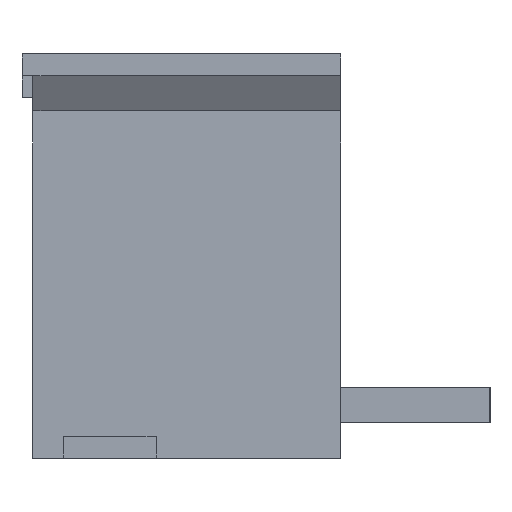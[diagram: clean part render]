
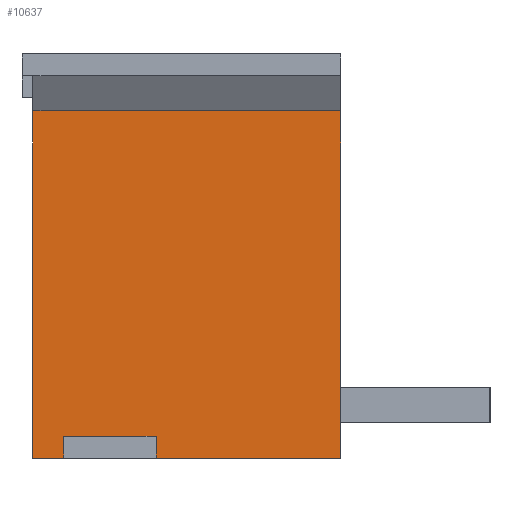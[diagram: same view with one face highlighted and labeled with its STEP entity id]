
A CAD part, left-side view. The second image highlights one B-rep face of the part: STEP entity #10637.
In plain terms, the highlighted planar face has unit normal (-1, 0, 0).
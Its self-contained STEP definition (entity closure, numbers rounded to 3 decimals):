
#144=DIRECTION('',(0.,0.,-1.));
#145=VECTOR('',#144,7.9);
#146=CARTESIAN_POINT('',(-12.75,4.,-1.3));
#147=LINE('',#146,#145);
#468=DIRECTION('',(0.,-1.,0.));
#469=VECTOR('',#468,0.7);
#470=CARTESIAN_POINT('',(-12.75,4.,-9.2));
#471=LINE('',#470,#469);
#484=DIRECTION('',(0.,-1.,0.));
#485=VECTOR('',#484,4.2);
#486=CARTESIAN_POINT('',(-12.75,1.2,-9.2));
#487=LINE('',#486,#485);
#1782=DIRECTION('',(0.,1.,0.));
#1783=VECTOR('',#1782,2.1);
#1784=CARTESIAN_POINT('',(-12.75,1.2,-8.7));
#1785=LINE('',#1784,#1783);
#1786=DIRECTION('',(0.,0.,1.));
#1787=VECTOR('',#1786,0.5);
#1788=CARTESIAN_POINT('',(-12.75,3.3,-9.2));
#1789=LINE('',#1788,#1787);
#1790=DIRECTION('',(0.,-1.,0.));
#1791=VECTOR('',#1790,7.);
#1792=CARTESIAN_POINT('',(-12.75,4.,-1.3));
#1793=LINE('',#1792,#1791);
#1794=DIRECTION('',(0.,0.,1.));
#1795=VECTOR('',#1794,0.5);
#1796=CARTESIAN_POINT('',(-12.75,1.2,-9.2));
#1797=LINE('',#1796,#1795);
#2002=DIRECTION('',(0.,0.,-1.));
#2003=VECTOR('',#2002,7.9);
#2004=CARTESIAN_POINT('',(-12.75,-3.,-1.3));
#2005=LINE('',#2004,#2003);
#6689=CARTESIAN_POINT('',(-12.75,4.,-1.3));
#6690=CARTESIAN_POINT('',(-12.75,4.,-9.2));
#6691=VERTEX_POINT('',#6689);
#6692=VERTEX_POINT('',#6690);
#6701=CARTESIAN_POINT('',(-12.75,-3.,-1.3));
#6702=VERTEX_POINT('',#6701);
#6703=CARTESIAN_POINT('',(-12.75,-3.,-9.2));
#6704=VERTEX_POINT('',#6703);
#6857=CARTESIAN_POINT('',(-12.75,1.2,-8.7));
#6858=CARTESIAN_POINT('',(-12.75,3.3,-8.7));
#6859=VERTEX_POINT('',#6857);
#6860=VERTEX_POINT('',#6858);
#6861=CARTESIAN_POINT('',(-12.75,3.3,-9.2));
#6862=VERTEX_POINT('',#6861);
#6863=CARTESIAN_POINT('',(-12.75,1.2,-9.2));
#6864=VERTEX_POINT('',#6863);
#10617=CARTESIAN_POINT('',(-12.75,4.,-1.3));
#10618=DIRECTION('',(-1.,0.,0.));
#10619=DIRECTION('',(0.,0.,-1.));
#10620=AXIS2_PLACEMENT_3D('',#10617,#10618,#10619);
#10621=PLANE('',#10620);
#10623=ORIENTED_EDGE('',*,*,#10622,.T.);
#10625=ORIENTED_EDGE('',*,*,#10624,.F.);
#10626=ORIENTED_EDGE('',*,*,#8676,.F.);
#10627=ORIENTED_EDGE('',*,*,#8492,.F.);
#10629=ORIENTED_EDGE('',*,*,#10628,.T.);
#10631=ORIENTED_EDGE('',*,*,#10630,.T.);
#10632=ORIENTED_EDGE('',*,*,#8684,.F.);
#10634=ORIENTED_EDGE('',*,*,#10633,.T.);
#10635=EDGE_LOOP('',(#10623,#10625,#10626,#10627,#10629,#10631,#10632,#10634));
#10636=FACE_OUTER_BOUND('',#10635,.F.);
#10637=ADVANCED_FACE('',(#10636),#10621,.T.);
#8492=EDGE_CURVE('',#6691,#6692,#147,.T.);
#8676=EDGE_CURVE('',#6692,#6862,#471,.T.);
#8684=EDGE_CURVE('',#6864,#6704,#487,.T.);
#10622=EDGE_CURVE('',#6859,#6860,#1785,.T.);
#10624=EDGE_CURVE('',#6862,#6860,#1789,.T.);
#10628=EDGE_CURVE('',#6691,#6702,#1793,.T.);
#10630=EDGE_CURVE('',#6702,#6704,#2005,.T.);
#10633=EDGE_CURVE('',#6864,#6859,#1797,.T.);
